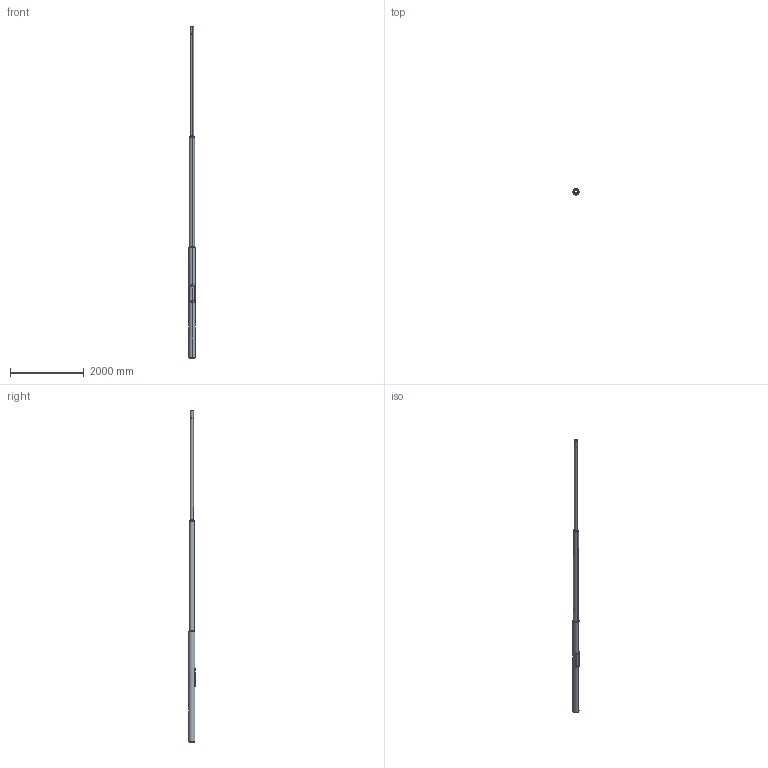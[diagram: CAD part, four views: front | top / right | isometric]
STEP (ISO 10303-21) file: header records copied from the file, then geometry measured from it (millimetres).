
FILE_DESCRIPTION (( 'STEP AP214' ), '1' );
FILE_NAME ('110120KXXX B110O 4608205 OLAKERUNKO_3D.step', '2022-05-28T14:34:38', ( '' ), ( '' ), 'SwSTEP 2.0', 'SolidWorks 2021', '' );
FILE_SCHEMA (( 'AUTOMOTIVE_DESIGN' ));
Length unit declared in the file: millimetre
Products named in the file (10): 88,9X3,2 PY烼E鵬UTKI-LATVA_88,9X3,2 LATVAPUTKI-3000; socket set screw cone point_din_DIN 914 - M10 x 20-N; KYTKENTÄAUKON LATTARAUTA_LATTA 4X20X120; 110120KXXX B110O 4608205 OLAKERUNKO_3D; socket head cap screw_din_DIN 912 M6 x 16 --- 16N; 168,3X4,0 PYÖREÄPUTKI-TYVI_168 TYVIPUTKI TASALATVA-3000; LATTA 5X16X460 KYTKENTÄAUKON VAHVIKE_C 1; socket set screw cone point_din_DIN 914 - M10 x 25-N; 139,7X3,6 PYÖREÄPUTKI-VÄLI_139,7X3,6 VŽLIPUTKI-3000; YKSI R_KYTKENTÄAUKON LUUKKU_LUUKKU D168,3
Assembly tree (15 placements, depth 2):
  110120KXXX B110O 4608205 OLAKERUNKO_3D
    168,3X4,0 PYÖREÄPUTKI-TYVI_168 TYVIPUTKI TASALATVA-3000
    139,7X3,6 PYÖREÄPUTKI-VÄLI_139,7X3,6 VŽLIPUTKI-3000
    88,9X3,2 PY烼E鵬UTKI-LATVA_88,9X3,2 LATVAPUTKI-3000
    socket set screw cone point_din_DIN 914 - M10 x 25-N
    socket set screw cone point_din_DIN 914 - M10 x 20-N  x2
    YKSI R_KYTKENTÄAUKON LUUKKU_LUUKKU D168,3
    socket head cap screw_din_DIN 912 M6 x 16 --- 16N  x4
    KYTKENTÄAUKON LATTARAUTA_LATTA 4X20X120  x2
    LATTA 5X16X460 KYTKENTÄAUKON VAHVIKE_C 1  x2
Bounding box: 168.3 x 175.8 x 9000 mm (x, y, z)
Volume: 13458863.5 mm3; surface area: 7416079.7 mm2
Topology: 15 solids, 15 shells, 262 faces, 622 edges, 384 vertices
Faces by surface type: plane 132, cylinder 68, cone 46, torus 16
Entity records: 6436 total; most frequent: CARTESIAN_POINT 2311, ORIENTED_EDGE 768, DIRECTION 760, EDGE_CURVE 384, AXIS2_PLACEMENT_3D 278, VERTEX_POINT 245, LINE 204, VECTOR 204
